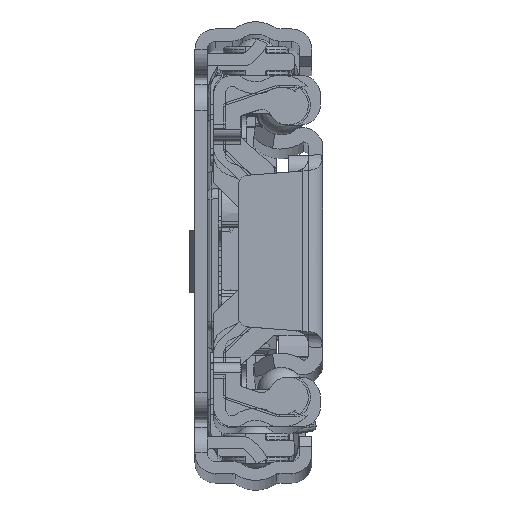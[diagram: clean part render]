
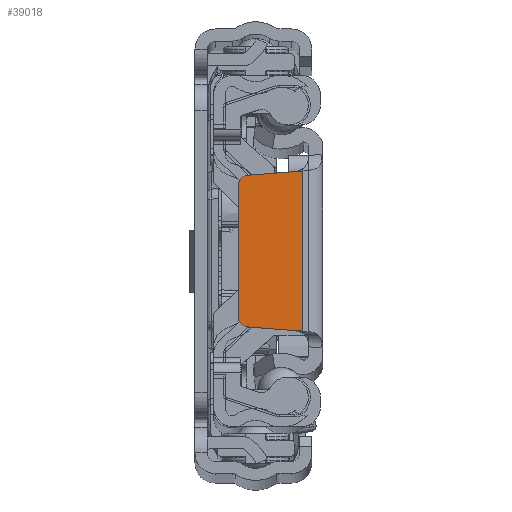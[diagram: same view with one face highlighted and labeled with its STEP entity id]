
A CAD part, top view. The second image highlights one B-rep face of the part: STEP entity #39018.
In plain terms, the highlighted face is planar.
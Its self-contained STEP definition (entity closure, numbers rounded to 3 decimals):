
#1819 = DIRECTION ( 'NONE',  ( 1., 0., 0. ) ) ;
#3819 = ORIENTED_EDGE ( 'NONE', *, *, #18367, .T. ) ;
#5005 = VERTEX_POINT ( 'NONE', #28156 ) ;
#9404 = LINE ( 'NONE', #95350, #41365 ) ;
#9592 = EDGE_CURVE ( 'NONE', #57353, #93968, #10380, .T. ) ;
#10380 = LINE ( 'NONE', #50472, #62613 ) ;
#10562 = EDGE_CURVE ( 'NONE', #65496, #98410, #74183, .T. ) ;
#18367 = EDGE_CURVE ( 'NONE', #40561, #83142, #24314, .T. ) ;
#21202 = CARTESIAN_POINT ( 'NONE',  ( -2., -13.87, 0. ) ) ;
#21683 = ORIENTED_EDGE ( 'NONE', *, *, #79793, .F. ) ;
#23359 = PLANE ( 'NONE',  #63783 ) ;
#24314 = LINE ( 'NONE', #21202, #123507 ) ;
#24862 = VECTOR ( 'NONE', #80503, 1000. ) ;
#28080 = CARTESIAN_POINT ( 'NONE',  ( -7.477, 7.521, 0. ) ) ;
#28156 = CARTESIAN_POINT ( 'NONE',  ( -2.784, -7.885, 0. ) ) ;
#31717 = CARTESIAN_POINT ( 'NONE',  ( -2.784, 7.885, 0. ) ) ;
#32748 = DIRECTION ( 'NONE',  ( 1., 0., 0. ) ) ;
#32798 = DIRECTION ( 'NONE',  ( 1., 0., 0. ) ) ;
#33301 = CARTESIAN_POINT ( 'NONE',  ( -7.4, -6.524, 0. ) ) ;
#33637 = VERTEX_POINT ( 'NONE', #47144 ) ;
#38167 = FACE_OUTER_BOUND ( 'NONE', #114433, .T. ) ;
#39018 = ADVANCED_FACE ( 'NONE', ( #38167 ), #23359, .F. ) ;
#40561 = VERTEX_POINT ( 'NONE', #43158 ) ;
#41365 = VECTOR ( 'NONE', #94434, 1000. ) ;
#43158 = CARTESIAN_POINT ( 'NONE',  ( -2., 7.945, 0. ) ) ;
#43799 = DIRECTION ( 'NONE',  ( 0.997, -0.077, 0. ) ) ;
#43978 = VECTOR ( 'NONE', #47837, 1000. ) ;
#47144 = CARTESIAN_POINT ( 'NONE',  ( -7.477, -7.521, 0. ) ) ;
#47837 = DIRECTION ( 'NONE',  ( 0., 1., 0. ) ) ;
#50472 = CARTESIAN_POINT ( 'NONE',  ( -8.4, 7.45, 0. ) ) ;
#52345 = CIRCLE ( 'NONE', #104989, 1. ) ;
#56723 = CARTESIAN_POINT ( 'NONE',  ( -8.4, 6.524, 0. ) ) ;
#57353 = VERTEX_POINT ( 'NONE', #31717 ) ;
#60337 = CARTESIAN_POINT ( 'NONE',  ( -2., -7.945, 0. ) ) ;
#61884 = CIRCLE ( 'NONE', #138108, 1. ) ;
#62212 = ORIENTED_EDGE ( 'NONE', *, *, #108650, .T. ) ;
#62613 = VECTOR ( 'NONE', #135551, 1000. ) ;
#63783 = AXIS2_PLACEMENT_3D ( 'NONE', #87237, #98071, #32748 ) ;
#64820 = CARTESIAN_POINT ( 'NONE',  ( -7.4, 6.524, 0. ) ) ;
#65496 = VERTEX_POINT ( 'NONE', #80521 ) ;
#69763 = ORIENTED_EDGE ( 'NONE', *, *, #120545, .T. ) ;
#71946 = LINE ( 'NONE', #80059, #24862 ) ;
#74183 = LINE ( 'NONE', #101395, #43978 ) ;
#76068 = DIRECTION ( 'NONE',  ( 0., 0., -1. ) ) ;
#79793 = EDGE_CURVE ( 'NONE', #33637, #5005, #129013, .T. ) ;
#80059 = CARTESIAN_POINT ( 'NONE',  ( -2., 7.945, 0. ) ) ;
#80503 = DIRECTION ( 'NONE',  ( -0.997, -0.077, 0. ) ) ;
#80521 = CARTESIAN_POINT ( 'NONE',  ( -8.4, -6.524, 0. ) ) ;
#83142 = VERTEX_POINT ( 'NONE', #60337 ) ;
#86822 = DIRECTION ( 'NONE',  ( 0., 0., -1. ) ) ;
#87237 = CARTESIAN_POINT ( 'NONE',  ( -4.143, -13.87, 0. ) ) ;
#93968 = VERTEX_POINT ( 'NONE', #28080 ) ;
#94434 = DIRECTION ( 'NONE',  ( -0.997, 0.077, 0. ) ) ;
#95350 = CARTESIAN_POINT ( 'NONE',  ( -2., -7.945, 0. ) ) ;
#98071 = DIRECTION ( 'NONE',  ( 0., 0., 1. ) ) ;
#98410 = VERTEX_POINT ( 'NONE', #56723 ) ;
#99828 = ORIENTED_EDGE ( 'NONE', *, *, #138091, .F. ) ;
#100433 = VECTOR ( 'NONE', #43799, 1000. ) ;
#101395 = CARTESIAN_POINT ( 'NONE',  ( -8.4, 8.1, 0. ) ) ;
#102922 = ORIENTED_EDGE ( 'NONE', *, *, #9592, .F. ) ;
#103817 = ORIENTED_EDGE ( 'NONE', *, *, #10562, .T. ) ;
#104989 = AXIS2_PLACEMENT_3D ( 'NONE', #33301, #76068, #1819 ) ;
#106573 = ORIENTED_EDGE ( 'NONE', *, *, #125819, .T. ) ;
#108163 = CARTESIAN_POINT ( 'NONE',  ( -8.4, -7.45, 0. ) ) ;
#108650 = EDGE_CURVE ( 'NONE', #98410, #93968, #61884, .T. ) ;
#114433 = EDGE_LOOP ( 'NONE', ( #21683, #69763, #103817, #62212, #102922, #99828, #3819, #106573 ) ) ;
#120545 = EDGE_CURVE ( 'NONE', #33637, #65496, #52345, .T. ) ;
#123507 = VECTOR ( 'NONE', #139111, 1000. ) ;
#125819 = EDGE_CURVE ( 'NONE', #83142, #5005, #9404, .T. ) ;
#129013 = LINE ( 'NONE', #108163, #100433 ) ;
#135551 = DIRECTION ( 'NONE',  ( -0.997, -0.077, 0. ) ) ;
#138091 = EDGE_CURVE ( 'NONE', #40561, #57353, #71946, .T. ) ;
#138108 = AXIS2_PLACEMENT_3D ( 'NONE', #64820, #86822, #32798 ) ;
#139111 = DIRECTION ( 'NONE',  ( 0., -1., 0. ) ) ;
